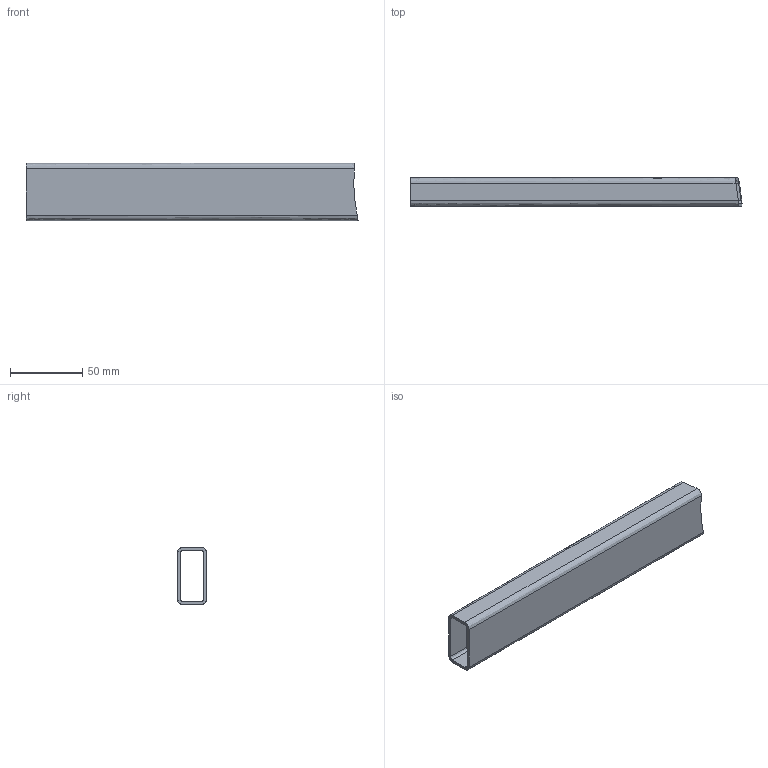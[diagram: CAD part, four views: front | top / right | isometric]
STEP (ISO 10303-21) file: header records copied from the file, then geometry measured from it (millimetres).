
FILE_DESCRIPTION(/* description */ (''),/* implementation_level */ '2;1');
FILE_NAME(/* name */ 'STAAND~1',/* time_stamp */ '2019-01-16T11:19:56+01:00',/* author */ (''),/* organization */ (''),/* preprocessor_version */ 'ST-DEVELOPER v16.5',/* originating_system */ '',/* authorisation */ '');
FILE_SCHEMA (('AUTOMOTIVE_DESIGN'));
Length unit declared in the file: millimetre
Products named in the file (1): Document
Bounding box: 230.19 x 20 x 40 mm (x, y, z)
Volume: 48420.3 mm3; surface area: 48897.4 mm2
Topology: 1 solids, 1 shells, 20 faces, 54 edges, 36 vertices
Faces by surface type: bspline 20
Entity records: 1603 total; most frequent: CARTESIAN_POINT 901, B_SPLINE_CURVE_WITH_KNOTS 140, ORIENTED_EDGE 108, PCURVE 108, DEFINITIONAL_REPRESENTATION 108, SURFACE_CURVE 54, EDGE_CURVE 54, VERTEX_POINT 36
